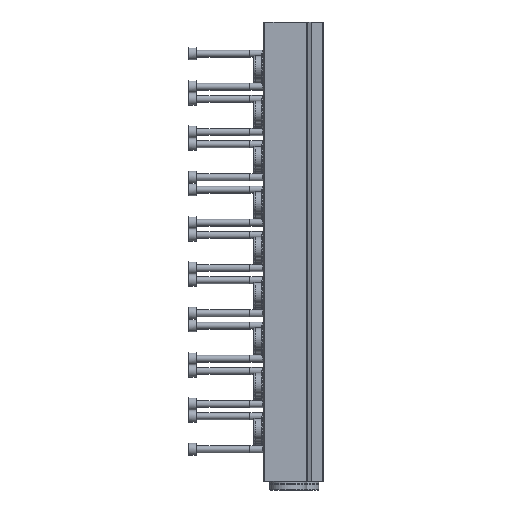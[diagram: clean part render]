
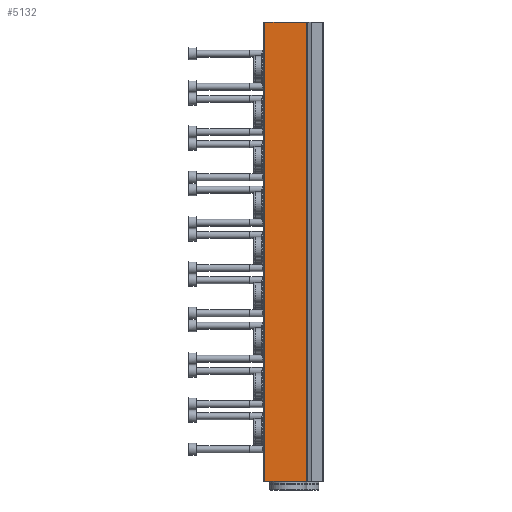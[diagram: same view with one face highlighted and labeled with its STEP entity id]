
A CAD part, left-side view. The second image highlights one B-rep face of the part: STEP entity #5132.
In plain terms, the highlighted planar face has unit normal (-1, 0, 0).
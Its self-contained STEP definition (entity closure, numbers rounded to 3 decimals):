
#252=PLANE('',#5529);
#782=ORIENTED_EDGE('',*,*,#2084,.F.);
#783=ORIENTED_EDGE('',*,*,#2083,.F.);
#784=ORIENTED_EDGE('',*,*,#2085,.T.);
#785=ORIENTED_EDGE('',*,*,#2086,.T.);
#2083=EDGE_CURVE('',#2734,#2732,#3217,.T.);
#2084=EDGE_CURVE('',#2732,#2735,#3218,.T.);
#2085=EDGE_CURVE('',#2734,#2736,#3219,.T.);
#2086=EDGE_CURVE('',#2736,#2735,#3220,.T.);
#2732=VERTEX_POINT('',#8443);
#2734=VERTEX_POINT('',#8447);
#2735=VERTEX_POINT('',#8451);
#2736=VERTEX_POINT('',#8453);
#3217=LINE('',#8448,#3512);
#3218=LINE('',#8450,#3513);
#3219=LINE('',#8452,#3514);
#3220=LINE('',#8454,#3515);
#3512=VECTOR('',#6240,1000.);
#3513=VECTOR('',#6243,1000.);
#3514=VECTOR('',#6244,1000.);
#3515=VECTOR('',#6245,1000.);
#3831=EDGE_LOOP('',(#782,#783,#784,#785));
#4422=FACE_BOUND('',#3831,.T.);
#5132=ADVANCED_FACE('',(#4422),#252,.T.);
#5529=AXIS2_PLACEMENT_3D('',#8449,#6241,#6242);
#6240=DIRECTION('',(0.,0.,1.));
#6241=DIRECTION('',(-1.,0.,0.));
#6242=DIRECTION('',(0.,0.,1.));
#6243=DIRECTION('',(0.,-1.,0.));
#6244=DIRECTION('',(0.,-1.,0.));
#6245=DIRECTION('',(0.,0.,1.));
#8443=CARTESIAN_POINT('',(-47.,41.5,0.));
#8447=CARTESIAN_POINT('',(-47.,41.5,-324.));
#8448=CARTESIAN_POINT('',(-47.,41.5,-324.));
#8449=CARTESIAN_POINT('',(-47.,41.5,-324.));
#8450=CARTESIAN_POINT('',(-47.,41.5,0.));
#8451=CARTESIAN_POINT('',(-47.,11.858,0.));
#8452=CARTESIAN_POINT('',(-47.,41.5,-324.));
#8453=CARTESIAN_POINT('',(-47.,11.858,-324.));
#8454=CARTESIAN_POINT('',(-47.,11.858,-324.));
